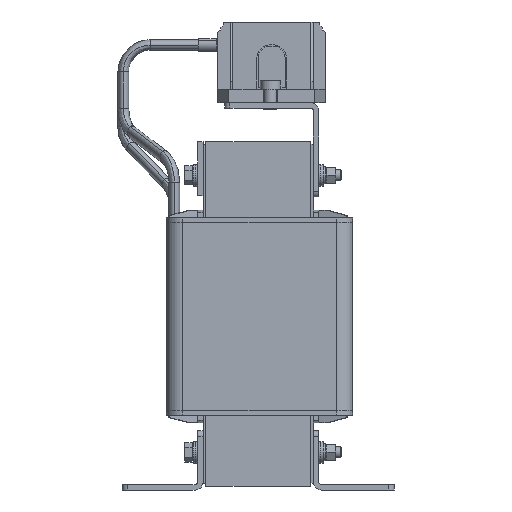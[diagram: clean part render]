
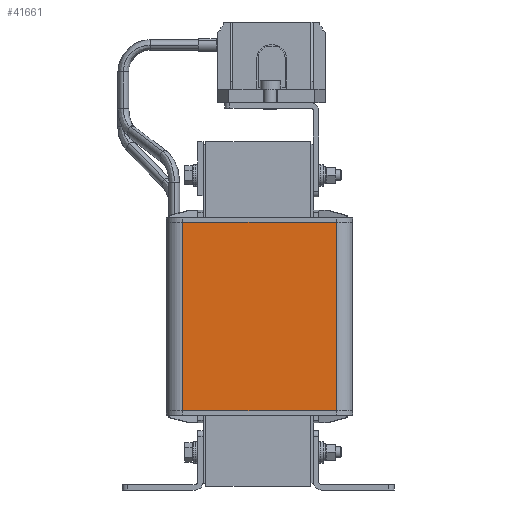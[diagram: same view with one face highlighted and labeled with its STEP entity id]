
A CAD part, left-side view. The second image highlights one B-rep face of the part: STEP entity #41661.
In plain terms, the highlighted planar face has unit normal (-1, 0, 0).
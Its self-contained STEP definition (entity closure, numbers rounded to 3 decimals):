
#4198 = DIRECTION ( 'NONE',  ( -1., 0., 0. ) ) ;
#5525 = DIRECTION ( 'NONE',  ( 0., 0., 1. ) ) ;
#11075 = PLANE ( 'NONE',  #44929 ) ;
#17006 = LINE ( 'NONE', #63609, #72060 ) ;
#19163 = ORIENTED_EDGE ( 'NONE', *, *, #50115, .T. ) ;
#24027 = CARTESIAN_POINT ( 'NONE',  ( -73.85, 21.398, 29.475 ) ) ;
#26944 = VECTOR ( 'NONE', #76338, 1000. ) ;
#32571 = CARTESIAN_POINT ( 'NONE',  ( -73.85, 78.598, 99.475 ) ) ;
#33188 = CARTESIAN_POINT ( 'NONE',  ( -73.85, 78.598, 29.475 ) ) ;
#34041 = CARTESIAN_POINT ( 'NONE',  ( -73.85, 78.598, 29.475 ) ) ;
#34547 = ORIENTED_EDGE ( 'NONE', *, *, #90543, .T. ) ;
#38798 = VERTEX_POINT ( 'NONE', #34041 ) ;
#41661 = ADVANCED_FACE ( 'NONE', ( #66665 ), #11075, .T. ) ;
#44493 = EDGE_CURVE ( 'NONE', #85842, #38798, #88899, .T. ) ;
#44929 = AXIS2_PLACEMENT_3D ( 'NONE', #47119, #4198, #54392 ) ;
#46366 = CARTESIAN_POINT ( 'NONE',  ( -73.85, 21.398, 99.475 ) ) ;
#47119 = CARTESIAN_POINT ( 'NONE',  ( -73.85, 64.598, 29.475 ) ) ;
#47972 = DIRECTION ( 'NONE',  ( 0., -1., 0. ) ) ;
#48480 = EDGE_CURVE ( 'NONE', #85842, #79773, #17006, .T. ) ;
#50115 = EDGE_CURVE ( 'NONE', #60528, #79773, #71542, .T. ) ;
#54392 = DIRECTION ( 'NONE',  ( 0., 0., 1. ) ) ;
#54633 = VECTOR ( 'NONE', #5525, 1000. ) ;
#60528 = VERTEX_POINT ( 'NONE', #24027 ) ;
#63609 = CARTESIAN_POINT ( 'NONE',  ( -73.85, 42.998, 99.475 ) ) ;
#66665 = FACE_OUTER_BOUND ( 'NONE', #86223, .T. ) ;
#70878 = DIRECTION ( 'NONE',  ( 0., -1., 0. ) ) ;
#71542 = LINE ( 'NONE', #84400, #54633 ) ;
#71622 = LINE ( 'NONE', #91202, #77118 ) ;
#72060 = VECTOR ( 'NONE', #70878, 1000. ) ;
#76338 = DIRECTION ( 'NONE',  ( 0., 0., -1. ) ) ;
#77118 = VECTOR ( 'NONE', #47972, 1000. ) ;
#79773 = VERTEX_POINT ( 'NONE', #46366 ) ;
#84400 = CARTESIAN_POINT ( 'NONE',  ( -73.85, 21.398, 29.475 ) ) ;
#85842 = VERTEX_POINT ( 'NONE', #32571 ) ;
#86223 = EDGE_LOOP ( 'NONE', ( #92268, #88453, #34547, #19163 ) ) ;
#88453 = ORIENTED_EDGE ( 'NONE', *, *, #44493, .T. ) ;
#88899 = LINE ( 'NONE', #33188, #26944 ) ;
#90543 = EDGE_CURVE ( 'NONE', #38798, #60528, #71622, .T. ) ;
#91202 = CARTESIAN_POINT ( 'NONE',  ( -73.85, 42.998, 29.475 ) ) ;
#92268 = ORIENTED_EDGE ( 'NONE', *, *, #48480, .F. ) ;
